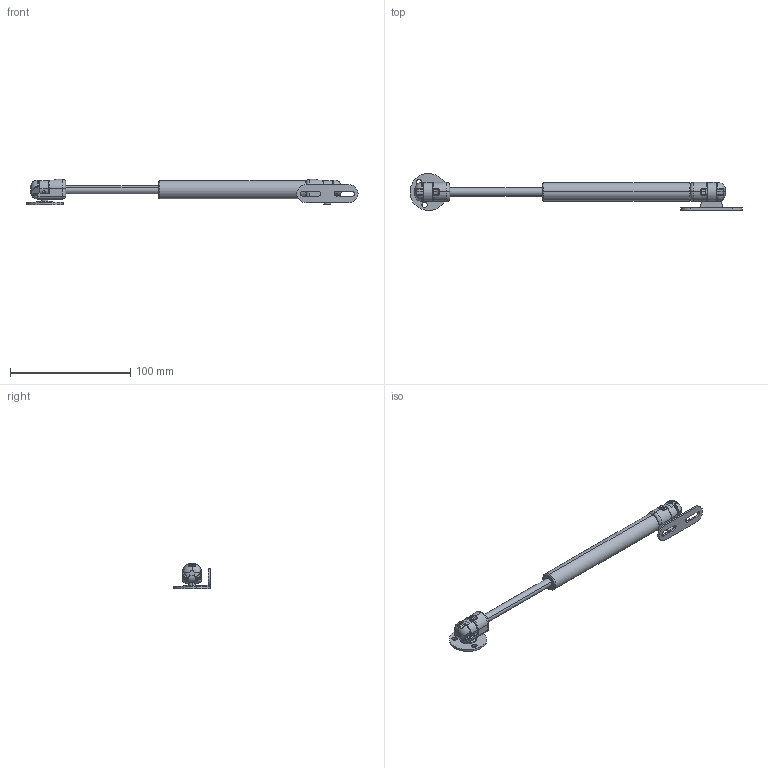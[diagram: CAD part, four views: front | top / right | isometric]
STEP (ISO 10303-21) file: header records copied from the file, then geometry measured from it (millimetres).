
FILE_DESCRIPTION (( 'STEP AP203' ), '1' );
FILE_NAME ('AMORTECEDOR 100N.STEP', '2019-03-27T18:25:19', ( '' ), ( '' ), 'SwSTEP 2.0', 'SolidWorks 2018', '' );
FILE_SCHEMA (( 'CONFIG_CONTROL_DESIGN' ));
Length unit declared in the file: millimetre
Products named in the file (7): CORPO DO AMORTECEDOR 100N; PISTAO DO AMORTECEDOR 100N; ANEL DA TRAVA DO AMORTECEDOR 100N; PONTA DO AMORTECEDOR 100N; TRAVA OBLONGO DO AMORTECEDOR 100N; TRAVA REDONDA DO AMORTECEDOR 100N; AMORTECEDOR 100N
Assembly tree (8 placements, depth 2):
  AMORTECEDOR 100N
    CORPO DO AMORTECEDOR 100N
    PISTAO DO AMORTECEDOR 100N
    ANEL DA TRAVA DO AMORTECEDOR 100N  x2
    PONTA DO AMORTECEDOR 100N  x2
    TRAVA OBLONGO DO AMORTECEDOR 100N
    TRAVA REDONDA DO AMORTECEDOR 100N
Bounding box: 275.85 x 30.76 x 20.95 mm (x, y, z)
Volume: 33841.8 mm3; surface area: 21828.2 mm2
Topology: 8 solids, 8 shells, 612 faces, 1617 edges, 1001 vertices
Faces by surface type: cylinder 247, plane 199, bspline 82, torus 64, sphere 16, cone 4
Entity records: 19784 total; most frequent: CARTESIAN_POINT 8843, ORIENTED_EDGE 2262, DIRECTION 2023, EDGE_CURVE 1131, AXIS2_PLACEMENT_3D 725, VERTEX_POINT 722, VECTOR 573, LINE 573
